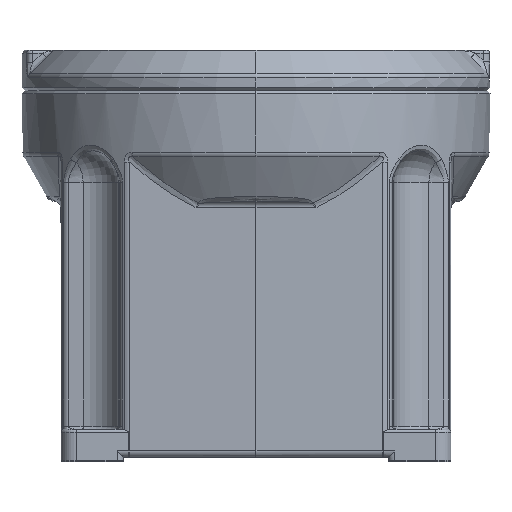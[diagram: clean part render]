
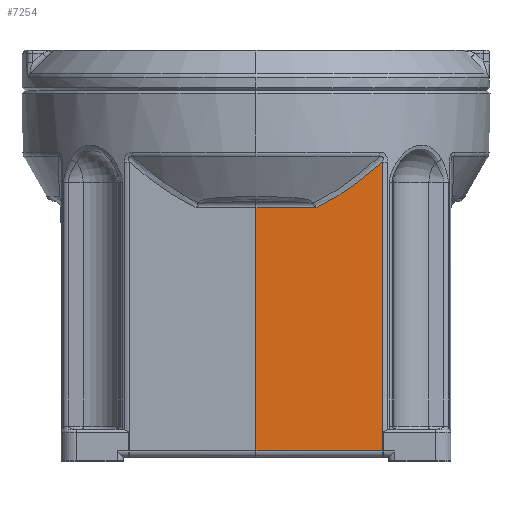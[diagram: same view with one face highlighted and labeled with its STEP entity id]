
A CAD part, left-side view. The second image highlights one B-rep face of the part: STEP entity #7254.
In plain terms, the highlighted planar face has unit normal (-1, -0.018, 0).
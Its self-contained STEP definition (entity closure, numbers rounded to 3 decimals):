
#511 = LINE ( 'NONE', #9874, #30679 ) ;
#541 = CARTESIAN_POINT ( 'NONE',  ( -62.854, -21.197, 80.903 ) ) ;
#1033 = ORIENTED_EDGE ( 'NONE', *, *, #14338, .T. ) ;
#2052 = DIRECTION ( 'NONE',  ( 0.017, -1., 0. ) ) ;
#2068 = VERTEX_POINT ( 'NONE', #15094 ) ;
#4872 = B_SPLINE_CURVE_WITH_KNOTS ( 'NONE', 3,
 ( #26765, #35422, #29695, #12207, #32608, #15102, #35556, #18063, #541, #20981 ),
 .UNSPECIFIED., .F., .F.,
 ( 4, 2, 2, 2, 4 ),
 ( 0., 0.006, 0.013, 0.019, 0.026 ),
 .UNSPECIFIED. ) ;
#5285 = VECTOR ( 'NONE', #24717, 1000. ) ;
#5961 = ORIENTED_EDGE ( 'NONE', *, *, #17830, .T. ) ;
#6119 = VERTEX_POINT ( 'NONE', #22706 ) ;
#6758 = AXIS2_PLACEMENT_3D ( 'NONE', #28142, #19565, #2052 ) ;
#6928 = FACE_OUTER_BOUND ( 'NONE', #31081, .T. ) ;
#7254 = ADVANCED_FACE ( 'NONE', ( #6928 ), #7832, .T. ) ;
#7832 = PLANE ( 'NONE',  #6758 ) ;
#8793 = LINE ( 'NONE', #9663, #18378 ) ;
#8885 = VECTOR ( 'NONE', #18357, 1000. ) ;
#9663 = CARTESIAN_POINT ( 'NONE',  ( -62.515, -40.572, 97. ) ) ;
#9797 = LINE ( 'NONE', #27306, #8885 ) ;
#9874 = CARTESIAN_POINT ( 'NONE',  ( -62.5, -41.458, 2. ) ) ;
#12207 = CARTESIAN_POINT ( 'NONE',  ( -62.632, -33.922, 89.074 ) ) ;
#13035 = VERTEX_POINT ( 'NONE', #17412 ) ;
#13055 = LINE ( 'NONE', #33504, #5285 ) ;
#14338 = EDGE_CURVE ( 'NONE', #13035, #17200, #13055, .T. ) ;
#15094 = CARTESIAN_POINT ( 'NONE',  ( -62.515, -40.572, 2. ) ) ;
#15102 = CARTESIAN_POINT ( 'NONE',  ( -62.724, -28.646, 85.279 ) ) ;
#17192 = ORIENTED_EDGE ( 'NONE', *, *, #32133, .T. ) ;
#17200 = VERTEX_POINT ( 'NONE', #20300 ) ;
#17412 = CARTESIAN_POINT ( 'NONE',  ( -63.224, 0., 80. ) ) ;
#17830 = EDGE_CURVE ( 'NONE', #2068, #19639, #8793, .T. ) ;
#18063 = CARTESIAN_POINT ( 'NONE',  ( -62.82, -23.108, 81.913 ) ) ;
#18170 = EDGE_CURVE ( 'NONE', #17200, #2068, #511, .T. ) ;
#18357 = DIRECTION ( 'NONE',  ( -0.017, 1., 0. ) ) ;
#18378 = VECTOR ( 'NONE', #27152, 1000. ) ;
#19031 = ORIENTED_EDGE ( 'NONE', *, *, #19310, .T. ) ;
#19310 = EDGE_CURVE ( 'NONE', #19639, #6119, #4872, .T. ) ;
#19565 = DIRECTION ( 'NONE',  ( -1., -0.017, 0. ) ) ;
#19639 = VERTEX_POINT ( 'NONE', #33852 ) ;
#20154 = ORIENTED_EDGE ( 'NONE', *, *, #18170, .T. ) ;
#20300 = CARTESIAN_POINT ( 'NONE',  ( -63.224, 0., 2. ) ) ;
#20981 = CARTESIAN_POINT ( 'NONE',  ( -62.888, -19.223, 80. ) ) ;
#22706 = CARTESIAN_POINT ( 'NONE',  ( -62.888, -19.223, 80. ) ) ;
#24717 = DIRECTION ( 'NONE',  ( 0., 0., -1. ) ) ;
#26765 = CARTESIAN_POINT ( 'NONE',  ( -62.515, -40.572, 94.617 ) ) ;
#27152 = DIRECTION ( 'NONE',  ( 0., 0., 1. ) ) ;
#27306 = CARTESIAN_POINT ( 'NONE',  ( -62.5, -41.458, 80. ) ) ;
#28142 = CARTESIAN_POINT ( 'NONE',  ( -62.5, -41.458, 164.919 ) ) ;
#29695 = CARTESIAN_POINT ( 'NONE',  ( -62.573, -37.3, 91.779 ) ) ;
#30679 = VECTOR ( 'NONE', #36140, 1000. ) ;
#31081 = EDGE_LOOP ( 'NONE', ( #1033, #20154, #5961, #19031, #17192 ) ) ;
#32133 = EDGE_CURVE ( 'NONE', #6119, #13035, #9797, .T. ) ;
#32608 = CARTESIAN_POINT ( 'NONE',  ( -62.662, -32.194, 87.768 ) ) ;
#33504 = CARTESIAN_POINT ( 'NONE',  ( -63.224, 0., 164.919 ) ) ;
#33852 = CARTESIAN_POINT ( 'NONE',  ( -62.515, -40.572, 94.617 ) ) ;
#35422 = CARTESIAN_POINT ( 'NONE',  ( -62.544, -38.951, 93.179 ) ) ;
#35556 = CARTESIAN_POINT ( 'NONE',  ( -62.755, -26.832, 84.101 ) ) ;
#36140 = DIRECTION ( 'NONE',  ( 0.017, -1., 0. ) ) ;
